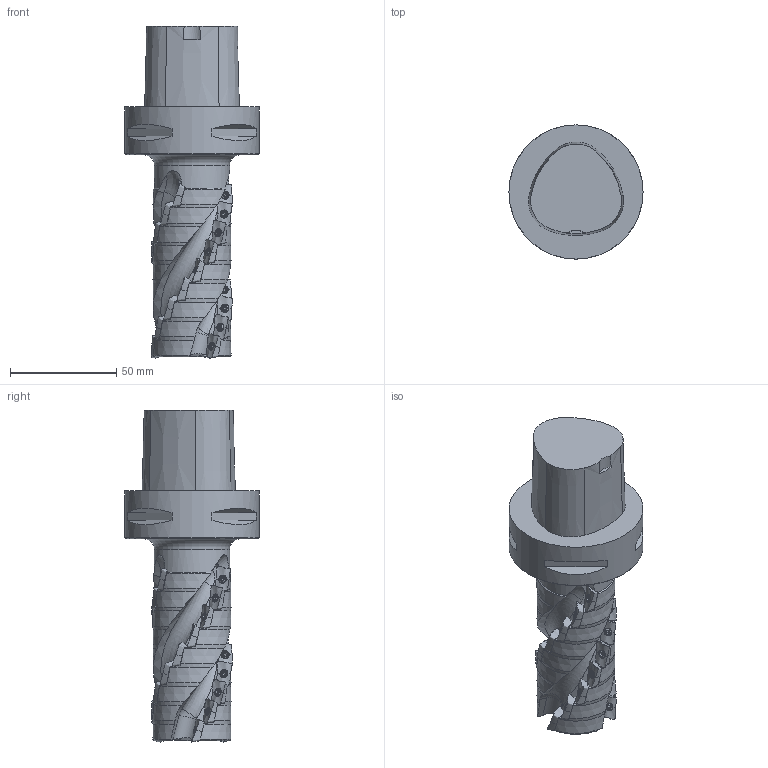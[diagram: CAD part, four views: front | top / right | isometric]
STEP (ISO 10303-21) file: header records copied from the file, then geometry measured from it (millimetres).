
FILE_DESCRIPTION(/* description */ (''),/* implementation_level */ '2;1');
FILE_NAME(/* name */ '1583476552741.stp',/* time_stamp */ '2020-03-06T12:06:09+06:00',/* author */ (''),/* organization */ ('SMS'),/* preprocessor_version */ 'ST-DEVELOPER v16.7',/* originating_system */ 'SIEMENS PLM Software NX 12.0',/* authorisation */ '');
FILE_SCHEMA (('AUTOMOTIVE_DESIGN { 1 0 10303 214 3 1 1 1 }'));
Products named in the file (4): ASSEMBLY_CONSTRUCTION; 201207134mod000_00; 202885556mod000_00; 202885587mod000_00
Assembly tree (29 placements, depth 2):
  202885587mod000_00
    202885556mod000_00
    201207134mod000_00  x27
    ASSEMBLY_CONSTRUCTION
Bounding box: 63 x 63 x 155.88 mm (x, y, z)
Volume: 199346.1 mm3; surface area: 36394 mm2
Topology: 28 solids, 28 shells, 1317 faces, 3191 edges, 2076 vertices
Faces by surface type: cylinder 411, plane 353, cone 284, bspline 144, torus 92, sphere 27, revolution 6
Full cylindrical faces by diameter (mm): 2.5 x27, 2.8 x27, 3.45 x27, 35.305 x1, 63 x1
Entity records: 72515 total; most frequent: CARTESIAN_POINT 50895, DIRECTION 4380, ORIENTED_EDGE 4360, EDGE_CURVE 2180, AXIS2_PLACEMENT_3D 2008, VERTEX_POINT 1436, EDGE_LOOP 1133, ADVANCED_FACE 953
